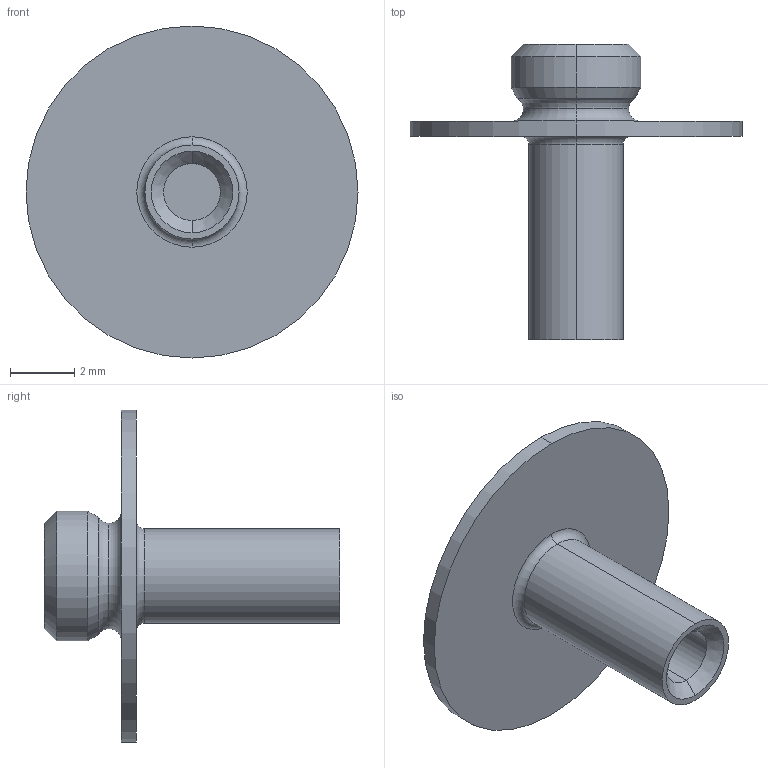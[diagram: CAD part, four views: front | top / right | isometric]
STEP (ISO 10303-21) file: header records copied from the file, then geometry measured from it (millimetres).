
FILE_DESCRIPTION (( 'STEP AP214' ), '1' );
FILE_NAME ('996 STEP file.STEP', '2018-09-21T13:49:53', ( 'Rome' ), ( 'Hewlett-Packard Company' ), 'SwSTEP 2.0', 'SolidWorks 2016', '' );
FILE_SCHEMA (( 'AUTOMOTIVE_DESIGN' ));
Length unit declared in the file: inch
Products named in the file (1): 996 STEP file
Bounding box: 10.31 x 9.17 x 10.31 mm (x, y, z)
Volume: 96.2 mm3; surface area: 294.1 mm2
Topology: 1 solids, 1 shells, 27 faces, 52 edges, 30 vertices
Faces by surface type: cylinder 10, torus 6, cone 6, plane 5
Entity records: 730 total; most frequent: DIRECTION 144, CARTESIAN_POINT 110, ORIENTED_EDGE 104, AXIS2_PLACEMENT_3D 64, EDGE_CURVE 52, CIRCLE 36, EDGE_LOOP 30, VERTEX_POINT 30
